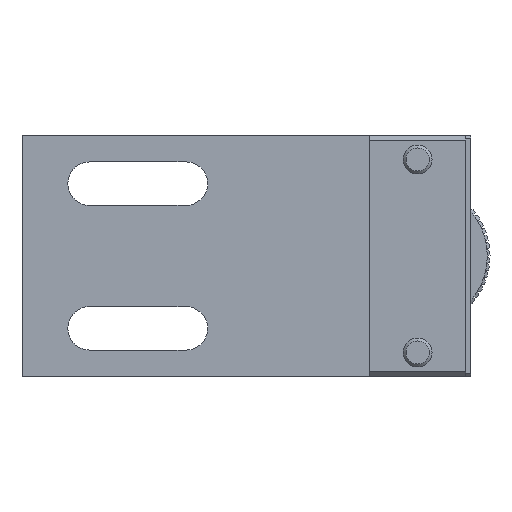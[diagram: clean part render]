
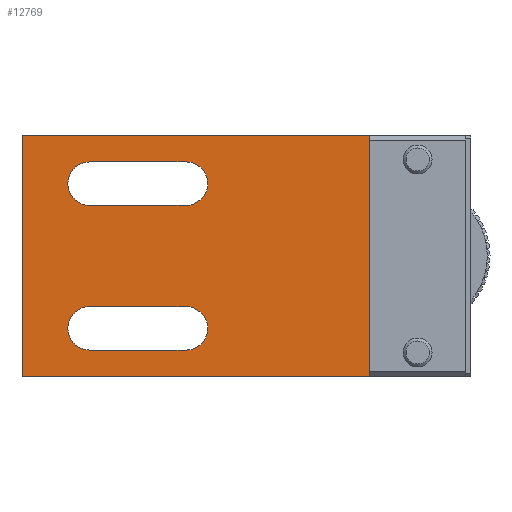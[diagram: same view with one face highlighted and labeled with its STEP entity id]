
A CAD part, front view. The second image highlights one B-rep face of the part: STEP entity #12769.
In plain terms, the highlighted planar face has unit normal (0, -1, 0).
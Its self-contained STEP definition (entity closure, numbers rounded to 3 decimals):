
#368 = EDGE_CURVE ( 'NONE', #9175, #3195, #4128, .T. ) ;
#403 = CARTESIAN_POINT ( 'NONE',  ( 6., -50., 0. ) ) ;
#449 = DIRECTION ( 'NONE',  ( 0., 0., -1. ) ) ;
#861 = VECTOR ( 'NONE', #1827, 1000. ) ;
#884 = ORIENTED_EDGE ( 'NONE', *, *, #10033, .F. ) ;
#1161 = ORIENTED_EDGE ( 'NONE', *, *, #11422, .F. ) ;
#1413 = VERTEX_POINT ( 'NONE', #6440 ) ;
#1439 = DIRECTION ( 'NONE',  ( 0., -1., 0. ) ) ;
#1768 = AXIS2_PLACEMENT_3D ( 'NONE', #2623, #13798, #6354 ) ;
#1769 = ORIENTED_EDGE ( 'NONE', *, *, #9945, .F. ) ;
#1827 = DIRECTION ( 'NONE',  ( 1., 0., 0. ) ) ;
#1899 = CARTESIAN_POINT ( 'NONE',  ( 6., -50., -9.75 ) ) ;
#2099 = VERTEX_POINT ( 'NONE', #12748 ) ;
#2209 = VECTOR ( 'NONE', #14050, 1000. ) ;
#2219 = EDGE_CURVE ( 'NONE', #2634, #3195, #14015, .T. ) ;
#2320 = DIRECTION ( 'NONE',  ( 1., 0., 0. ) ) ;
#2623 = CARTESIAN_POINT ( 'NONE',  ( -23., -50., 7.5 ) ) ;
#2634 = VERTEX_POINT ( 'NONE', #4353 ) ;
#2747 = CARTESIAN_POINT ( 'NONE',  ( -23., -50., -7.5 ) ) ;
#2953 = VECTOR ( 'NONE', #4899, 1000. ) ;
#3050 = ORIENTED_EDGE ( 'NONE', *, *, #368, .T. ) ;
#3133 = VECTOR ( 'NONE', #2320, 1000. ) ;
#3195 = VERTEX_POINT ( 'NONE', #12265 ) ;
#3271 = DIRECTION ( 'NONE',  ( 0., 0., 1. ) ) ;
#3342 = AXIS2_PLACEMENT_3D ( 'NONE', #14544, #4472, #5365 ) ;
#3365 = VERTEX_POINT ( 'NONE', #14391 ) ;
#3395 = FACE_BOUND ( 'NONE', #10408, .T. ) ;
#3409 = VERTEX_POINT ( 'NONE', #7494 ) ;
#3434 = EDGE_CURVE ( 'NONE', #3963, #3365, #7635, .T. ) ;
#3563 = CARTESIAN_POINT ( 'NONE',  ( 6., -50., 5.25 ) ) ;
#3766 = EDGE_CURVE ( 'NONE', #3365, #4415, #13072, .T. ) ;
#3963 = VERTEX_POINT ( 'NONE', #7330 ) ;
#3996 = CARTESIAN_POINT ( 'NONE',  ( 6., -50., -5.25 ) ) ;
#4128 = LINE ( 'NONE', #9571, #2209 ) ;
#4353 = CARTESIAN_POINT ( 'NONE',  ( 6., -50., 12.5 ) ) ;
#4415 = VERTEX_POINT ( 'NONE', #7070 ) ;
#4472 = DIRECTION ( 'NONE',  ( 0., -1., 0. ) ) ;
#4745 = DIRECTION ( 'NONE',  ( 0., 0., -1. ) ) ;
#4749 = ORIENTED_EDGE ( 'NONE', *, *, #3434, .F. ) ;
#4899 = DIRECTION ( 'NONE',  ( 0., 0., -1. ) ) ;
#4991 = CIRCLE ( 'NONE', #3342, 2.25 ) ;
#5074 = ORIENTED_EDGE ( 'NONE', *, *, #11885, .F. ) ;
#5287 = LINE ( 'NONE', #6554, #13111 ) ;
#5365 = DIRECTION ( 'NONE',  ( 0., 0., -1. ) ) ;
#5605 = FACE_OUTER_BOUND ( 'NONE', #11592, .T. ) ;
#6087 = CARTESIAN_POINT ( 'NONE',  ( -30., -50., -12.5 ) ) ;
#6125 = LINE ( 'NONE', #3996, #11801 ) ;
#6249 = ORIENTED_EDGE ( 'NONE', *, *, #7569, .F. ) ;
#6354 = DIRECTION ( 'NONE',  ( 0., 0., -1. ) ) ;
#6423 = VERTEX_POINT ( 'NONE', #7293 ) ;
#6428 = AXIS2_PLACEMENT_3D ( 'NONE', #2747, #8543, #449 ) ;
#6430 = FACE_BOUND ( 'NONE', #7957, .T. ) ;
#6440 = CARTESIAN_POINT ( 'NONE',  ( -23., -50., 9.75 ) ) ;
#6473 = DIRECTION ( 'NONE',  ( 1., 0., 0. ) ) ;
#6521 = ORIENTED_EDGE ( 'NONE', *, *, #2219, .F. ) ;
#6554 = CARTESIAN_POINT ( 'NONE',  ( 6., -50., 12.5 ) ) ;
#6695 = EDGE_CURVE ( 'NONE', #6423, #2634, #5287, .T. ) ;
#6753 = AXIS2_PLACEMENT_3D ( 'NONE', #13933, #1439, #4745 ) ;
#7070 = CARTESIAN_POINT ( 'NONE',  ( -13., -50., -5.25 ) ) ;
#7165 = CARTESIAN_POINT ( 'NONE',  ( 6., -50., 9.75 ) ) ;
#7293 = CARTESIAN_POINT ( 'NONE',  ( -30., -50., 12.5 ) ) ;
#7330 = CARTESIAN_POINT ( 'NONE',  ( -23., -50., -9.75 ) ) ;
#7396 = ORIENTED_EDGE ( 'NONE', *, *, #6695, .F. ) ;
#7494 = CARTESIAN_POINT ( 'NONE',  ( -23., -50., 5.25 ) ) ;
#7569 = EDGE_CURVE ( 'NONE', #8089, #1413, #13770, .T. ) ;
#7590 = CIRCLE ( 'NONE', #6428, 2.25 ) ;
#7635 = LINE ( 'NONE', #1899, #861 ) ;
#7821 = CARTESIAN_POINT ( 'NONE',  ( 6., -50., 12.5 ) ) ;
#7889 = PLANE ( 'NONE',  #13739 ) ;
#7957 = EDGE_LOOP ( 'NONE', ( #9090, #4749, #884, #1769 ) ) ;
#8089 = VERTEX_POINT ( 'NONE', #13259 ) ;
#8115 = EDGE_CURVE ( 'NONE', #9175, #6423, #13338, .T. ) ;
#8117 = CIRCLE ( 'NONE', #1768, 2.25 ) ;
#8213 = ORIENTED_EDGE ( 'NONE', *, *, #8115, .F. ) ;
#8543 = DIRECTION ( 'NONE',  ( 0., -1., 0. ) ) ;
#8768 = DIRECTION ( 'NONE',  ( 0., 1., 0. ) ) ;
#9090 = ORIENTED_EDGE ( 'NONE', *, *, #3766, .F. ) ;
#9175 = VERTEX_POINT ( 'NONE', #6087 ) ;
#9571 = CARTESIAN_POINT ( 'NONE',  ( 6., -50., -12.5 ) ) ;
#9945 = EDGE_CURVE ( 'NONE', #4415, #2099, #6125, .T. ) ;
#9953 = CARTESIAN_POINT ( 'NONE',  ( -30., -50., 12.5 ) ) ;
#10033 = EDGE_CURVE ( 'NONE', #2099, #3963, #7590, .T. ) ;
#10084 = VECTOR ( 'NONE', #13843, 1000. ) ;
#10408 = EDGE_LOOP ( 'NONE', ( #1161, #5074, #10663, #6249 ) ) ;
#10564 = VECTOR ( 'NONE', #3271, 1000. ) ;
#10663 = ORIENTED_EDGE ( 'NONE', *, *, #12628, .F. ) ;
#11422 = EDGE_CURVE ( 'NONE', #12206, #8089, #4991, .T. ) ;
#11592 = EDGE_LOOP ( 'NONE', ( #8213, #3050, #6521, #7396 ) ) ;
#11801 = VECTOR ( 'NONE', #12724, 1000. ) ;
#11885 = EDGE_CURVE ( 'NONE', #3409, #12206, #12380, .T. ) ;
#12206 = VERTEX_POINT ( 'NONE', #13012 ) ;
#12265 = CARTESIAN_POINT ( 'NONE',  ( 6., -50., -12.5 ) ) ;
#12380 = LINE ( 'NONE', #3563, #3133 ) ;
#12628 = EDGE_CURVE ( 'NONE', #1413, #3409, #8117, .T. ) ;
#12724 = DIRECTION ( 'NONE',  ( -1., 0., 0. ) ) ;
#12748 = CARTESIAN_POINT ( 'NONE',  ( -23., -50., -5.25 ) ) ;
#12769 = ADVANCED_FACE ( 'NONE', ( #6430, #3395, #5605 ), #7889, .F. ) ;
#13012 = CARTESIAN_POINT ( 'NONE',  ( -13., -50., 5.25 ) ) ;
#13072 = CIRCLE ( 'NONE', #6753, 2.25 ) ;
#13111 = VECTOR ( 'NONE', #6473, 1000. ) ;
#13259 = CARTESIAN_POINT ( 'NONE',  ( -13., -50., 9.75 ) ) ;
#13338 = LINE ( 'NONE', #9953, #10564 ) ;
#13739 = AXIS2_PLACEMENT_3D ( 'NONE', #7821, #8768, #14289 ) ;
#13770 = LINE ( 'NONE', #7165, #10084 ) ;
#13798 = DIRECTION ( 'NONE',  ( 0., -1., 0. ) ) ;
#13843 = DIRECTION ( 'NONE',  ( -1., 0., 0. ) ) ;
#13933 = CARTESIAN_POINT ( 'NONE',  ( -13., -50., -7.5 ) ) ;
#14015 = LINE ( 'NONE', #403, #2953 ) ;
#14050 = DIRECTION ( 'NONE',  ( 1., 0., 0. ) ) ;
#14289 = DIRECTION ( 'NONE',  ( 0., 0., 1. ) ) ;
#14391 = CARTESIAN_POINT ( 'NONE',  ( -13., -50., -9.75 ) ) ;
#14544 = CARTESIAN_POINT ( 'NONE',  ( -13., -50., 7.5 ) ) ;
